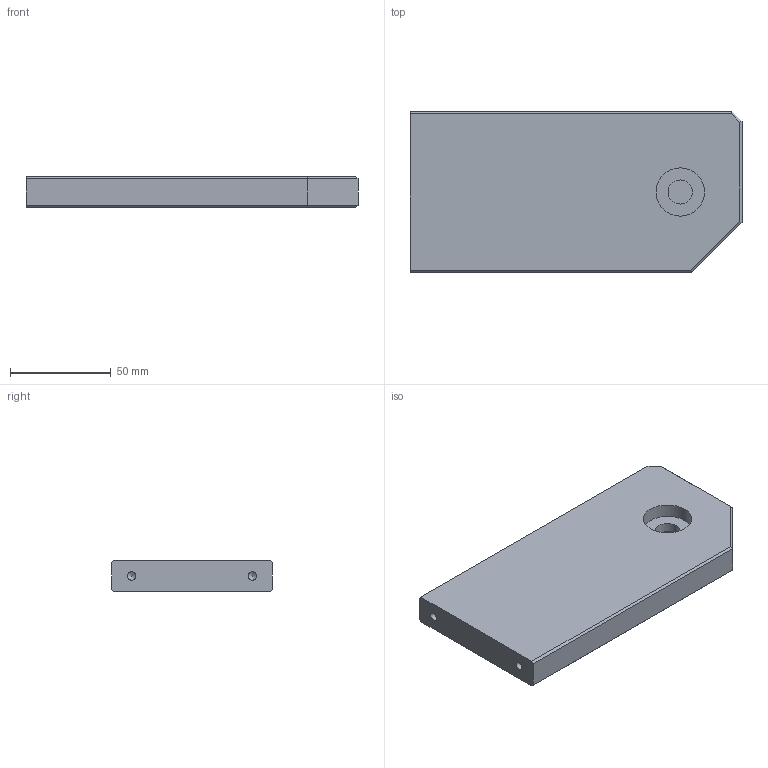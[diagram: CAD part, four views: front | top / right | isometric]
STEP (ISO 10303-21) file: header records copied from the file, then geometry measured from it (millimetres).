
FILE_DESCRIPTION(/* description */ ('Coluna do Rolamento Traseiro LD','CAx-IF Rec.Pracs.---Representation and Presentation of Product Manufacturing Information (PMI)---4.0---2014-10-13'),/* implementation_level */ '2;1');
FILE_NAME(/* name */ 'JGI-003-LVTK-001.stp',/* time_stamp */ '2025-08-25T16:32:32-04:00',/* author */ ('wandr'),/* organization */ ('LIVOLTEK'),/* preprocessor_version */ 'ST-DEVELOPER v20.1',/* originating_system */ 'Autodesk Inventor 2026',/* authorisation */ '');
FILE_SCHEMA (('AP242_MANAGED_MODEL_BASED_3D_ENGINEERING_MIM_LF { 1 0 10303 442 2 1 4 }'));
Length unit declared in the file: millimetre
Products named in the file (1): JGI-003-LVTK-001
Bounding box: 165 x 80 x 15 mm (x, y, z)
Volume: 188587.7 mm3; surface area: 33483.6 mm2
Topology: 1 solids, 1 shells, 26 faces, 56 edges, 34 vertices
Faces by surface type: plane 20, cylinder 4, cone 2
Full cylindrical faces by diameter (mm): 4.134 x2, 12 x1, 24 x1
Entity records: 895 total; most frequent: CARTESIAN_POINT 151, DIRECTION 148, ORIENTED_EDGE 108, EDGE_CURVE 54, AXIS2_PLACEMENT_3D 51, LINE 46, VECTOR 46, VERTEX_POINT 34
